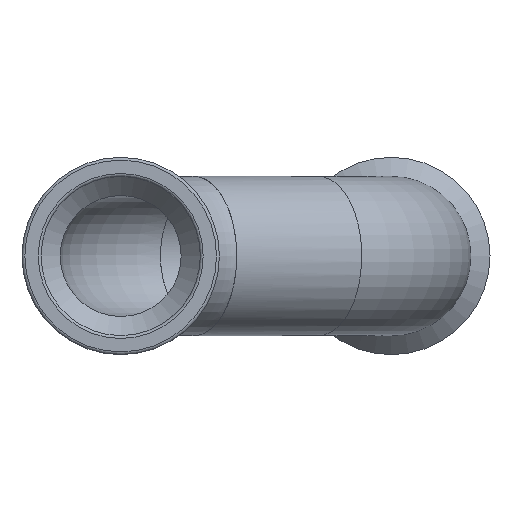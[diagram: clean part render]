
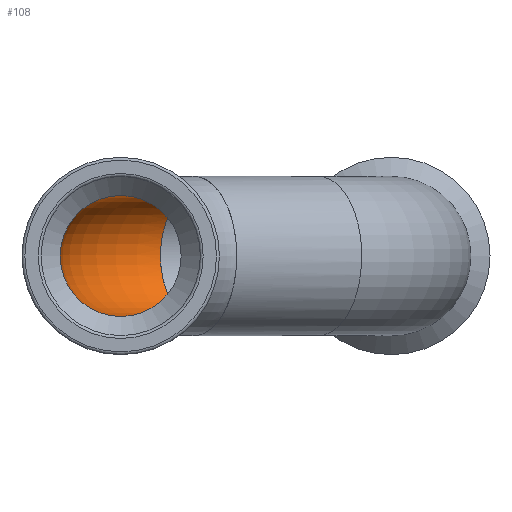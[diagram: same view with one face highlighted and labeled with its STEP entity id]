
A CAD part, left-side view. The second image highlights one B-rep face of the part: STEP entity #108.
In plain terms, the highlighted toroidal (fillet/blend) face has major radius 50 mm and minor radius 18.999 mm.
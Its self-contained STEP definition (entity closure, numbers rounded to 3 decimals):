
#108 = ADVANCED_FACE( '', ( #203, #204 ), #205, .F. );
#203 = FACE_OUTER_BOUND( '', #299, .T. );
#204 = FACE_OUTER_BOUND( '', #300, .T. );
#205 = TOROIDAL_SURFACE( '', #301, 50., 18.999 );
#299 = EDGE_LOOP( '', ( #488 ) );
#300 = EDGE_LOOP( '', ( #489, #490, #491, #492 ) );
#301 = AXIS2_PLACEMENT_3D( '', #493, #494, #495 );
#488 = ORIENTED_EDGE( '', *, *, #541, .F. );
#489 = ORIENTED_EDGE( '', *, *, #515, .T. );
#490 = ORIENTED_EDGE( '', *, *, #506, .T. );
#491 = ORIENTED_EDGE( '', *, *, #517, .T. );
#492 = ORIENTED_EDGE( '', *, *, #508, .T. );
#493 = CARTESIAN_POINT( '', ( 53.79, -50., 0. ) );
#494 = DIRECTION( '', ( 0., 0., -1. ) );
#495 = DIRECTION( '', ( -1., 0., 0. ) );
#506 = EDGE_CURVE( '', #563, #561, #564, .T. );
#508 = EDGE_CURVE( '', #560, #565, #567, .T. );
#515 = EDGE_CURVE( '', #565, #563, #579, .T. );
#517 = EDGE_CURVE( '', #561, #560, #582, .T. );
#541 = EDGE_CURVE( '', #626, #626, #627, .T. );
#560 = VERTEX_POINT( '', #910 );
#561 = VERTEX_POINT( '', #911 );
#563 = VERTEX_POINT( '', #913 );
#564 = B_SPLINE_CURVE_WITH_KNOTS( '', 3, ( #914, #915, #916, #917 ), .UNSPECIFIED., .F., .F., ( 4, 4 ), ( 0.014, 0.014 ), .UNSPECIFIED. );
#565 = VERTEX_POINT( '', #918 );
#567 = B_SPLINE_CURVE_WITH_KNOTS( '', 3, ( #920, #921, #922, #923 ), .UNSPECIFIED., .F., .F., ( 4, 4 ), ( 0.013, 0.013 ), .UNSPECIFIED. );
#579 = B_SPLINE_CURVE_WITH_KNOTS( '', 3, ( #989, #990, #991, #992, #993, #994, #995, #996, #997, #998, #999, #1000, #1001, #1002, #1003, #1004, #1005, #1006, #1007, #1008, #1009, #1010, #1011, #1012, #1013, #1014, #1015, #1016, #1017, #1018, #1019, #1020, #1021, #1022, #1023, #1024, #1025, #1026, #1027, #1028, #1029, #1030, #1031, #1032, #1033, #1034, #1035, #1036 ), .UNSPECIFIED., .F., .F., ( 4, 2, 2, 2, 2, 2, 2, 2, 2, 2, 2, 2, 2, 2, 2, 2, 2, 2, 2, 2, 2, 2, 2, 4 ), ( 0.078, 0.081, 0.083, 0.085, 0.088, 0.09, 0.092, 0.095, 0.097, 0.098, 0.102, 0.103, 0.105, 0.109, 0.112, 0.114, 0.115, 0.119, 0.122, 0.124, 0.126, 0.129, 0.131, 0.132 ), .UNSPECIFIED. );
#582 = CIRCLE( '', #1039, 18.999 );
#626 = VERTEX_POINT( '', #1083 );
#627 = CIRCLE( '', #1084, 18.999 );
#910 = CARTESIAN_POINT( '', ( 93.577, -24.261, 18.818 ) );
#911 = CARTESIAN_POINT( '', ( 93.577, -24.261, -18.818 ) );
#913 = CARTESIAN_POINT( '', ( 93.554, -24.157, -18.823 ) );
#914 = CARTESIAN_POINT( '', ( 93.554, -24.157, -18.823 ) );
#915 = CARTESIAN_POINT( '', ( 93.552, -24.193, -18.821 ) );
#916 = CARTESIAN_POINT( '', ( 93.559, -24.23, -18.819 ) );
#917 = CARTESIAN_POINT( '', ( 93.579, -24.259, -18.819 ) );
#918 = CARTESIAN_POINT( '', ( 93.554, -24.157, 18.823 ) );
#920 = CARTESIAN_POINT( '', ( 93.579, -24.259, 18.819 ) );
#921 = CARTESIAN_POINT( '', ( 93.559, -24.23, 18.819 ) );
#922 = CARTESIAN_POINT( '', ( 93.552, -24.193, 18.821 ) );
#923 = CARTESIAN_POINT( '', ( 93.554, -24.157, 18.823 ) );
#989 = CARTESIAN_POINT( '', ( 93.554, -24.157, 18.823 ) );
#990 = CARTESIAN_POINT( '', ( 92.61, -24.768, 18.67 ) );
#991 = CARTESIAN_POINT( '', ( 91.685, -25.366, 18.417 ) );
#992 = CARTESIAN_POINT( '', ( 90.327, -26.245, 17.89 ) );
#993 = CARTESIAN_POINT( '', ( 89.877, -26.536, 17.689 ) );
#994 = CARTESIAN_POINT( '', ( 88.994, -27.107, 17.239 ) );
#995 = CARTESIAN_POINT( '', ( 88.564, -27.385, 16.991 ) );
#996 = CARTESIAN_POINT( '', ( 87.309, -28.198, 16.185 ) );
#997 = CARTESIAN_POINT( '', ( 86.517, -28.71, 15.562 ) );
#998 = CARTESIAN_POINT( '', ( 85.398, -29.434, 14.499 ) );
#999 = CARTESIAN_POINT( '', ( 85.034, -29.67, 14.121 ) );
#1000 = CARTESIAN_POINT( '', ( 84.342, -30.117, 13.332 ) );
#1001 = CARTESIAN_POINT( '', ( 84.014, -30.33, 12.922 ) );
#1002 = CARTESIAN_POINT( '', ( 83.077, -30.936, 11.644 ) );
#1003 = CARTESIAN_POINT( '', ( 82.518, -31.298, 10.729 ) );
#1004 = CARTESIAN_POINT( '', ( 81.781, -31.775, 9.262 ) );
#1005 = CARTESIAN_POINT( '', ( 81.552, -31.923, 8.756 ) );
#1006 = CARTESIAN_POINT( '', ( 81.138, -32.191, 7.731 ) );
#1007 = CARTESIAN_POINT( '', ( 80.951, -32.312, 7.21 ) );
#1008 = CARTESIAN_POINT( '', ( 80.451, -32.636, 5.623 ) );
#1009 = CARTESIAN_POINT( '', ( 80.196, -32.8, 4.532 ) );
#1010 = CARTESIAN_POINT( '', ( 79.938, -32.967, 2.845 ) );
#1011 = CARTESIAN_POINT( '', ( 79.873, -33.009, 2.277 ) );
#1012 = CARTESIAN_POINT( '', ( 79.788, -33.065, 1.147 ) );
#1013 = CARTESIAN_POINT( '', ( 79.766, -33.078, 0.581 ) );
#1014 = CARTESIAN_POINT( '', ( 79.765, -33.079, -1.113 ) );
#1015 = CARTESIAN_POINT( '', ( 79.848, -33.025, -2.245 ) );
#1016 = CARTESIAN_POINT( '', ( 80.19, -32.804, -4.499 ) );
#1017 = CARTESIAN_POINT( '', ( 80.442, -32.641, -5.591 ) );
#1018 = CARTESIAN_POINT( '', ( 80.941, -32.318, -7.179 ) );
#1019 = CARTESIAN_POINT( '', ( 81.127, -32.198, -7.7 ) );
#1020 = CARTESIAN_POINT( '', ( 81.539, -31.931, -8.725 ) );
#1021 = CARTESIAN_POINT( '', ( 81.766, -31.784, -9.23 ) );
#1022 = CARTESIAN_POINT( '', ( 82.503, -31.307, -10.704 ) );
#1023 = CARTESIAN_POINT( '', ( 83.065, -30.944, -11.627 ) );
#1024 = CARTESIAN_POINT( '', ( 84.33, -30.126, -13.354 ) );
#1025 = CARTESIAN_POINT( '', ( 85.019, -29.68, -14.138 ) );
#1026 = CARTESIAN_POINT( '', ( 86.13, -28.96, -15.196 ) );
#1027 = CARTESIAN_POINT( '', ( 86.514, -28.712, -15.529 ) );
#1028 = CARTESIAN_POINT( '', ( 87.309, -28.198, -16.155 ) );
#1029 = CARTESIAN_POINT( '', ( 87.722, -27.931, -16.45 ) );
#1030 = CARTESIAN_POINT( '', ( 88.988, -27.111, -17.264 ) );
#1031 = CARTESIAN_POINT( '', ( 89.862, -26.546, -17.709 ) );
#1032 = CARTESIAN_POINT( '', ( 91.215, -25.67, -18.236 ) );
#1033 = CARTESIAN_POINT( '', ( 91.674, -25.374, -18.387 ) );
#1034 = CARTESIAN_POINT( '', ( 92.605, -24.771, -18.643 ) );
#1035 = CARTESIAN_POINT( '', ( 93.08, -24.464, -18.746 ) );
#1036 = CARTESIAN_POINT( '', ( 93.554, -24.157, -18.823 ) );
#1039 = AXIS2_PLACEMENT_3D( '', #1109, #1110, #1111 );
#1083 = CARTESIAN_POINT( '', ( 53.79, 0., -18.999 ) );
#1084 = AXIS2_PLACEMENT_3D( '', #1181, #1182, #1183 );
#1109 = CARTESIAN_POINT( '', ( 95.771, -22.841, 0. ) );
#1110 = DIRECTION( '', ( 0.543, -0.84, 0. ) );
#1111 = DIRECTION( '', ( 0., 0., -1. ) );
#1181 = CARTESIAN_POINT( '', ( 53.79, 0., 0. ) );
#1182 = DIRECTION( '', ( 1., 0., 0. ) );
#1183 = DIRECTION( '', ( 0., 0., -1. ) );
